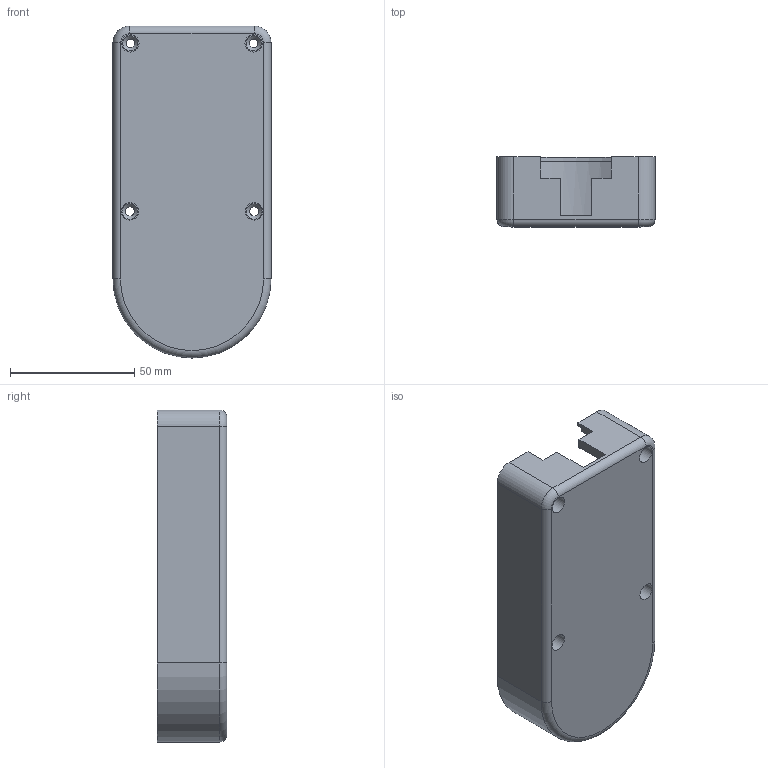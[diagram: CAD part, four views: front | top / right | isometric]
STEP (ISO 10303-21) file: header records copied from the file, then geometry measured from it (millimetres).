
FILE_DESCRIPTION(/* description */ (''),/* implementation_level */ '2;1');
FILE_NAME(/* name */ 'FluidDial_Base_RJ12.step',/* time_stamp */ '2024-05-28T12:44:39-05:00',/* author */ (''),/* organization */ (''),/* preprocessor_version */ 'ST-DEVELOPER v20',/* originating_system */ 'Autodesk Translation Framework v13.14.0.145',/* authorisation */ '');
FILE_SCHEMA (('AUTOMOTIVE_DESIGN { 1 0 10303 214 3 1 1 }'));
Length unit declared in the file: millimetre
Products named in the file (1): Pendant_RJ
Bounding box: 63.6 x 28 x 133.6 mm (x, y, z)
Volume: 42564.5 mm3; surface area: 35705.7 mm2
Topology: 1 solids, 1 shells, 106 faces, 262 edges, 162 vertices
Faces by surface type: plane 41, cylinder 32, bspline 26, cone 4, torus 3
Full cylindrical faces by diameter (mm): 3.5 x2, 3.75 x2, 7 x4
Entity records: 4191 total; most frequent: CARTESIAN_POINT 1839, ORIENTED_EDGE 524, DIRECTION 400, EDGE_CURVE 262, VERTEX_POINT 162, AXIS2_PLACEMENT_3D 139, LINE 122, VECTOR 122
